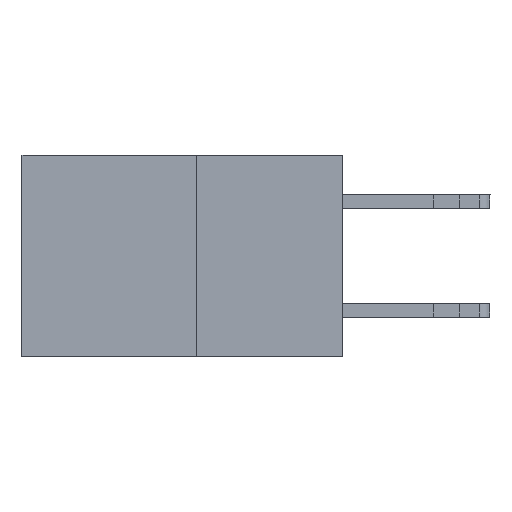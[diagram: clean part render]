
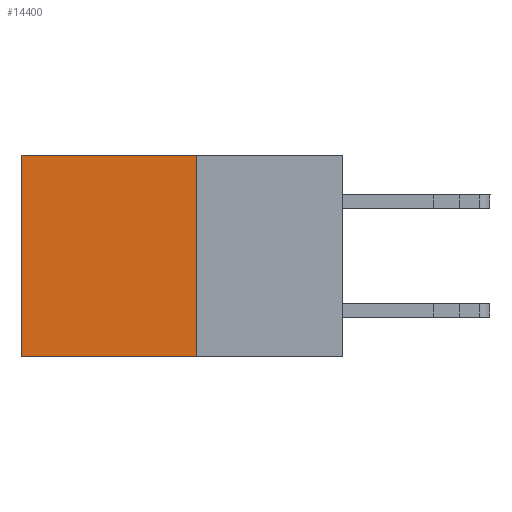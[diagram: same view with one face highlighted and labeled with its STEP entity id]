
A CAD part, left-side view. The second image highlights one B-rep face of the part: STEP entity #14400.
In plain terms, the highlighted planar face has unit normal (-1, 0, 0).
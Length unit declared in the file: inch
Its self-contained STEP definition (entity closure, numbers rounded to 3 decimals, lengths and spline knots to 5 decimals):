
#319 = DIRECTION ( 'NONE',  ( 1., 0., 0. ) ) ;
#613 = LINE ( 'NONE', #12507, #7771 ) ;
#781 = DIRECTION ( 'NONE',  ( 0., 0., -1. ) ) ;
#1550 = DIRECTION ( 'NONE',  ( 0., 1., 0. ) ) ;
#3412 = EDGE_CURVE ( 'NONE', #3844, #11338, #22008, .T. ) ;
#3675 = CARTESIAN_POINT ( 'NONE',  ( 0.277, 0.27, -0.37 ) ) ;
#3844 = VERTEX_POINT ( 'NONE', #3675 ) ;
#4800 = EDGE_CURVE ( 'NONE', #22066, #11338, #6994, .T. ) ;
#5235 = DIRECTION ( 'NONE',  ( 0., 0., -1. ) ) ;
#5525 = ORIENTED_EDGE ( 'NONE', *, *, #3412, .F. ) ;
#5846 = PLANE ( 'NONE',  #15605 ) ;
#6364 = VERTEX_POINT ( 'NONE', #11671 ) ;
#6994 = LINE ( 'NONE', #14354, #7289 ) ;
#7192 = CARTESIAN_POINT ( 'NONE',  ( 0.277, 0.27, -0.37 ) ) ;
#7289 = VECTOR ( 'NONE', #18189, 39.37008 ) ;
#7469 = CARTESIAN_POINT ( 'NONE',  ( 0.277, 0.59, 0. ) ) ;
#7771 = VECTOR ( 'NONE', #1550, 39.37008 ) ;
#7998 = FACE_OUTER_BOUND ( 'NONE', #10934, .T. ) ;
#9614 = VECTOR ( 'NONE', #16473, 39.37008 ) ;
#10656 = ORIENTED_EDGE ( 'NONE', *, *, #13034, .T. ) ;
#10934 = EDGE_LOOP ( 'NONE', ( #16724, #5525, #22884, #10656 ) ) ;
#11338 = VERTEX_POINT ( 'NONE', #16878 ) ;
#11671 = CARTESIAN_POINT ( 'NONE',  ( 0.277, 0.27, 0. ) ) ;
#12470 = LINE ( 'NONE', #18009, #19982 ) ;
#12507 = CARTESIAN_POINT ( 'NONE',  ( 0.277, 0.27, 0. ) ) ;
#13034 = EDGE_CURVE ( 'NONE', #6364, #22066, #613, .T. ) ;
#13547 = CARTESIAN_POINT ( 'NONE',  ( 0.277, 0.27, -0.37 ) ) ;
#14324 = EDGE_CURVE ( 'NONE', #6364, #3844, #12470, .T. ) ;
#14354 = CARTESIAN_POINT ( 'NONE',  ( 0.277, 0.59, -0.37 ) ) ;
#14400 = ADVANCED_FACE ( 'NONE', ( #7998 ), #5846, .F. ) ;
#15605 = AXIS2_PLACEMENT_3D ( 'NONE', #13547, #319, #781 ) ;
#16473 = DIRECTION ( 'NONE',  ( 0., 1., 0. ) ) ;
#16724 = ORIENTED_EDGE ( 'NONE', *, *, #4800, .T. ) ;
#16878 = CARTESIAN_POINT ( 'NONE',  ( 0.277, 0.59, -0.37 ) ) ;
#18009 = CARTESIAN_POINT ( 'NONE',  ( 0.277, 0.27, -0.37 ) ) ;
#18189 = DIRECTION ( 'NONE',  ( 0., 0., -1. ) ) ;
#19982 = VECTOR ( 'NONE', #5235, 39.37008 ) ;
#22008 = LINE ( 'NONE', #7192, #9614 ) ;
#22066 = VERTEX_POINT ( 'NONE', #7469 ) ;
#22884 = ORIENTED_EDGE ( 'NONE', *, *, #14324, .F. ) ;
